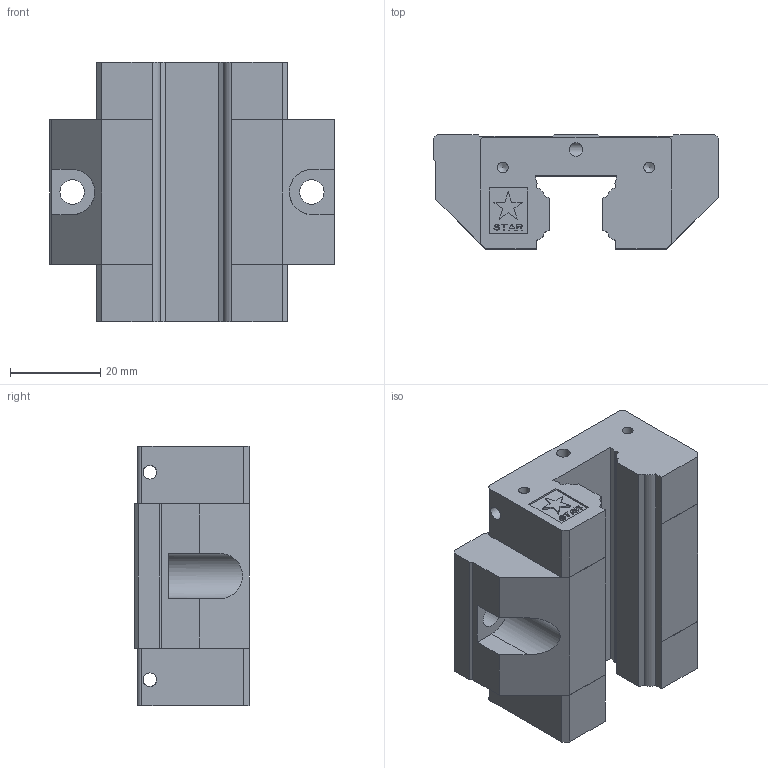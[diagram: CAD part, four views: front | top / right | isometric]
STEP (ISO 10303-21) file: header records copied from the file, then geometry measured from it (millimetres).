
FILE_DESCRIPTION (( 'STEP AP214' ), '1' );
FILE_NAME ('Rexroth-Runner-Block-R166581420.step', '2020-07-02T09:31:37', ( '' ), ( '' ), 'SwSTEP 2.0', 'SolidWorks 2010', '' );
FILE_SCHEMA (( 'AUTOMOTIVE_DESIGN' ));
Length unit declared in the file: millimetre
Products named in the file (1): Rexroth-Runner-Block-R166581420
Bounding box: 63 x 25.35 x 57.3 mm (x, y, z)
Volume: 56438.2 mm3; surface area: 14917.2 mm2
Topology: 1 solids, 1 shells, 324 faces, 926 edges, 618 vertices
Faces by surface type: plane 300, cylinder 20, cone 4
Full cylindrical faces by diameter (mm): 2.4 x4, 3 x4, 5.4 x2
Entity records: 10256 total; most frequent: CARTESIAN_POINT 1853, ORIENTED_EDGE 1796, DIRECTION 1577, EDGE_CURVE 898, LINE 855, VECTOR 855, VERTEX_POINT 606, EDGE_LOOP 366
